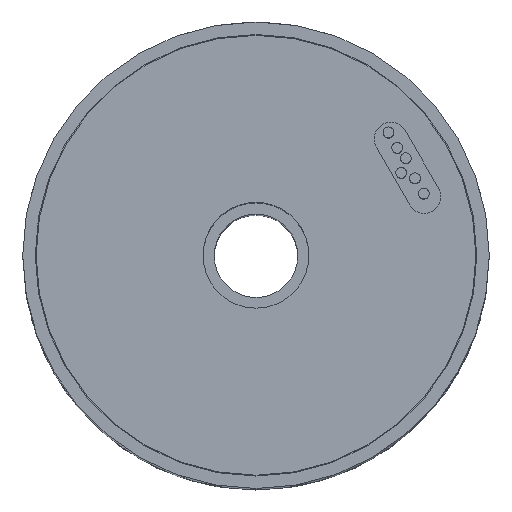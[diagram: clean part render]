
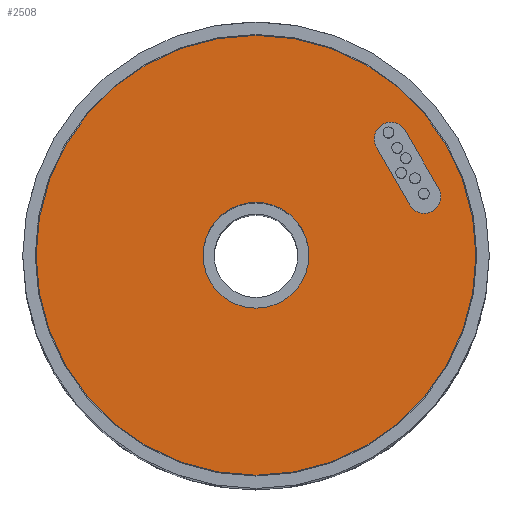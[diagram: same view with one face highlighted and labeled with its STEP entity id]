
A CAD part, top view. The second image highlights one B-rep face of the part: STEP entity #2508.
In plain terms, the highlighted planar face has unit normal (0, 0, 1).
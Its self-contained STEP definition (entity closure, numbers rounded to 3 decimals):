
#18 = ORIENTED_EDGE ( 'NONE', *, *, #1611, .T. ) ;
#30 = AXIS2_PLACEMENT_3D ( 'NONE', #1316, #3939, #1685 ) ;
#93 = VERTEX_POINT ( 'NONE', #3916 ) ;
#113 = DIRECTION ( 'NONE',  ( 1., 0., 0. ) ) ;
#222 = DIRECTION ( 'NONE',  ( 1., 0., 0. ) ) ;
#249 = EDGE_CURVE ( 'NONE', #1280, #4774, #1176, .T. ) ;
#309 = DIRECTION ( 'NONE',  ( 1., 0., 0. ) ) ;
#372 = CIRCLE ( 'NONE', #2291, 6.35 ) ;
#373 = VERTEX_POINT ( 'NONE', #1862 ) ;
#394 = ORIENTED_EDGE ( 'NONE', *, *, #2692, .F. ) ;
#411 = CARTESIAN_POINT ( 'NONE',  ( 21.919, 8.036, 122. ) ) ;
#592 = CARTESIAN_POINT ( 'NONE',  ( 18.454, 6.036, 122. ) ) ;
#621 = EDGE_CURVE ( 'NONE', #373, #1126, #3529, .T. ) ;
#647 = DIRECTION ( 'NONE',  ( 0., 0., 1. ) ) ;
#757 = CARTESIAN_POINT ( 'NONE',  ( 26.4, 0., 122. ) ) ;
#809 = VECTOR ( 'NONE', #4685, 1000. ) ;
#823 = CARTESIAN_POINT ( 'NONE',  ( 20.187, 7.036, 122. ) ) ;
#1066 = VECTOR ( 'NONE', #2236, 1000. ) ;
#1108 = VERTEX_POINT ( 'NONE', #3501 ) ;
#1126 = VERTEX_POINT ( 'NONE', #3882 ) ;
#1176 = CIRCLE ( 'NONE', #4264, 2. ) ;
#1207 = EDGE_CURVE ( 'NONE', #1108, #1593, #1789, .T. ) ;
#1208 = DIRECTION ( 'NONE',  ( 1., 0., 0. ) ) ;
#1280 = VERTEX_POINT ( 'NONE', #592 ) ;
#1316 = CARTESIAN_POINT ( 'NONE',  ( 0., 0., 122. ) ) ;
#1593 = VERTEX_POINT ( 'NONE', #2871 ) ;
#1611 = EDGE_CURVE ( 'NONE', #4018, #93, #3324, .T. ) ;
#1685 = DIRECTION ( 'NONE',  ( 1., 0., 0. ) ) ;
#1705 = PLANE ( 'NONE',  #2134 ) ;
#1789 = CIRCLE ( 'NONE', #30, 6.35 ) ;
#1862 = CARTESIAN_POINT ( 'NONE',  ( 17.919, 14.964, 122. ) ) ;
#2017 = CARTESIAN_POINT ( 'NONE',  ( 0., 0., 122. ) ) ;
#2030 = ORIENTED_EDGE ( 'NONE', *, *, #4630, .F. ) ;
#2070 = LINE ( 'NONE', #4470, #1066 ) ;
#2095 = EDGE_LOOP ( 'NONE', ( #4120, #394 ) ) ;
#2097 = DIRECTION ( 'NONE',  ( 1., 0., 0. ) ) ;
#2134 = AXIS2_PLACEMENT_3D ( 'NONE', #3603, #4334, #2097 ) ;
#2236 = DIRECTION ( 'NONE',  ( -0.5, 0.866, 0. ) ) ;
#2291 = AXIS2_PLACEMENT_3D ( 'NONE', #2017, #4639, #2413 ) ;
#2301 = CIRCLE ( 'NONE', #4766, 26.4 ) ;
#2314 = FACE_OUTER_BOUND ( 'NONE', #3718, .T. ) ;
#2349 = DIRECTION ( 'NONE',  ( 0., 0., 1. ) ) ;
#2413 = DIRECTION ( 'NONE',  ( 1., 0., 0. ) ) ;
#2453 = ORIENTED_EDGE ( 'NONE', *, *, #3543, .T. ) ;
#2472 = DIRECTION ( 'NONE',  ( 0., 0., 1. ) ) ;
#2508 = ADVANCED_FACE ( 'NONE', ( #3208, #4311, #2314 ), #1705, .T. ) ;
#2522 = AXIS2_PLACEMENT_3D ( 'NONE', #2881, #647, #3264 ) ;
#2562 = DIRECTION ( 'NONE',  ( 0., 0., 1. ) ) ;
#2692 = EDGE_CURVE ( 'NONE', #1593, #1108, #372, .T. ) ;
#2871 = CARTESIAN_POINT ( 'NONE',  ( -6.35, 0., 122. ) ) ;
#2881 = CARTESIAN_POINT ( 'NONE',  ( 0., 0., 122. ) ) ;
#2898 = LINE ( 'NONE', #4305, #809 ) ;
#2922 = CARTESIAN_POINT ( 'NONE',  ( 22.187, 7.036, 122. ) ) ;
#3009 = ORIENTED_EDGE ( 'NONE', *, *, #3253, .F. ) ;
#3208 = FACE_BOUND ( 'NONE', #2095, .T. ) ;
#3249 = CIRCLE ( 'NONE', #4093, 2. ) ;
#3253 = EDGE_CURVE ( 'NONE', #4774, #4250, #3249, .T. ) ;
#3258 = ORIENTED_EDGE ( 'NONE', *, *, #4096, .F. ) ;
#3264 = DIRECTION ( 'NONE',  ( 1., 0., 0. ) ) ;
#3324 = CIRCLE ( 'NONE', #2522, 26.4 ) ;
#3329 = AXIS2_PLACEMENT_3D ( 'NONE', #4790, #2562, #309 ) ;
#3436 = ORIENTED_EDGE ( 'NONE', *, *, #249, .F. ) ;
#3453 = DIRECTION ( 'NONE',  ( 0., 0., 1. ) ) ;
#3501 = CARTESIAN_POINT ( 'NONE',  ( 6.35, 0., 122. ) ) ;
#3529 = CIRCLE ( 'NONE', #3329, 2. ) ;
#3543 = EDGE_CURVE ( 'NONE', #93, #4018, #2301, .T. ) ;
#3603 = CARTESIAN_POINT ( 'NONE',  ( 0., 0., 122. ) ) ;
#3718 = EDGE_LOOP ( 'NONE', ( #18, #2453 ) ) ;
#3882 = CARTESIAN_POINT ( 'NONE',  ( 14.454, 12.964, 122. ) ) ;
#3916 = CARTESIAN_POINT ( 'NONE',  ( -26.4, 0., 122. ) ) ;
#3939 = DIRECTION ( 'NONE',  ( 0., 0., 1. ) ) ;
#4018 = VERTEX_POINT ( 'NONE', #757 ) ;
#4054 = ORIENTED_EDGE ( 'NONE', *, *, #621, .F. ) ;
#4093 = AXIS2_PLACEMENT_3D ( 'NONE', #823, #3453, #1208 ) ;
#4096 = EDGE_CURVE ( 'NONE', #4250, #373, #2070, .T. ) ;
#4120 = ORIENTED_EDGE ( 'NONE', *, *, #1207, .F. ) ;
#4250 = VERTEX_POINT ( 'NONE', #411 ) ;
#4264 = AXIS2_PLACEMENT_3D ( 'NONE', #4583, #2349, #113 ) ;
#4305 = CARTESIAN_POINT ( 'NONE',  ( 14.454, 12.964, 122. ) ) ;
#4311 = FACE_BOUND ( 'NONE', #4761, .T. ) ;
#4334 = DIRECTION ( 'NONE',  ( 0., 0., 1. ) ) ;
#4470 = CARTESIAN_POINT ( 'NONE',  ( 17.919, 14.964, 122. ) ) ;
#4583 = CARTESIAN_POINT ( 'NONE',  ( 20.187, 7.036, 122. ) ) ;
#4630 = EDGE_CURVE ( 'NONE', #1126, #1280, #2898, .T. ) ;
#4639 = DIRECTION ( 'NONE',  ( 0., 0., 1. ) ) ;
#4685 = DIRECTION ( 'NONE',  ( 0.5, -0.866, 0. ) ) ;
#4696 = CARTESIAN_POINT ( 'NONE',  ( 0., 0., 122. ) ) ;
#4761 = EDGE_LOOP ( 'NONE', ( #4054, #3258, #3009, #3436, #2030 ) ) ;
#4766 = AXIS2_PLACEMENT_3D ( 'NONE', #4696, #2472, #222 ) ;
#4774 = VERTEX_POINT ( 'NONE', #2922 ) ;
#4790 = CARTESIAN_POINT ( 'NONE',  ( 16.187, 13.964, 122. ) ) ;
